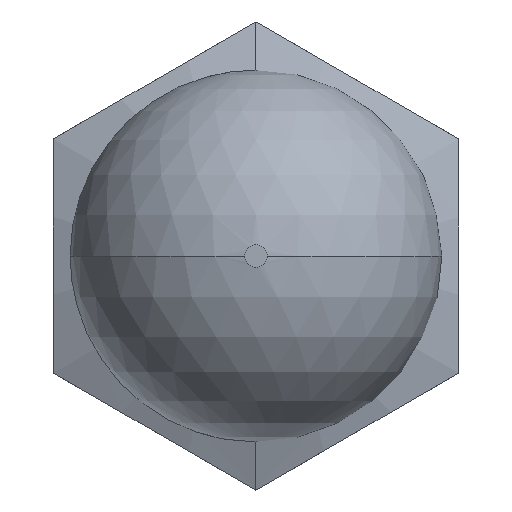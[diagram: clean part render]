
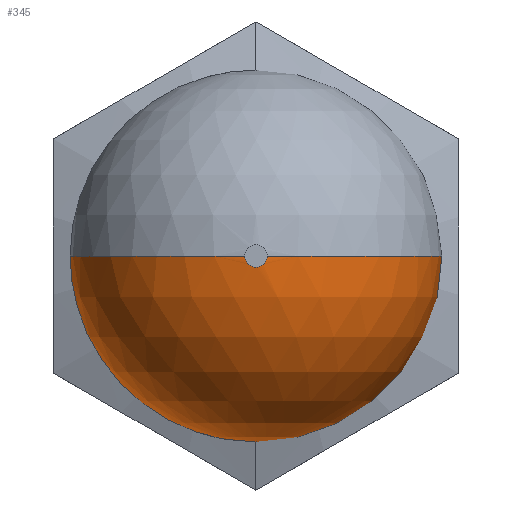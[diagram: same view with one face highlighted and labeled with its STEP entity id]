
A CAD part, front view. The second image highlights one B-rep face of the part: STEP entity #345.
In plain terms, the highlighted spherical face has radius 11 mm.
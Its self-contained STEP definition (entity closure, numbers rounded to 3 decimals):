
#21 = DIRECTION ( 'NONE',  ( -1., 0., 0. ) ) ;
#22 = ORIENTED_EDGE ( 'NONE', *, *, #902, .T. ) ;
#37 = DIRECTION ( 'NONE',  ( 0., 1., 0. ) ) ;
#54 = CARTESIAN_POINT ( 'NONE',  ( 0., -13., 0. ) ) ;
#57 = CARTESIAN_POINT ( 'NONE',  ( 0., -21.047, 0. ) ) ;
#80 = DIRECTION ( 'NONE',  ( 0., 0., -1. ) ) ;
#174 = VERTEX_POINT ( 'NONE', #963 ) ;
#226 = VERTEX_POINT ( 'NONE', #1060 ) ;
#255 = DIRECTION ( 'NONE',  ( 1., 0., 0. ) ) ;
#262 = VERTEX_POINT ( 'NONE', #513 ) ;
#291 = DIRECTION ( 'NONE',  ( 0., 0., 1. ) ) ;
#297 = VERTEX_POINT ( 'NONE', #454 ) ;
#303 = CARTESIAN_POINT ( 'NONE',  ( 0., -21.047, 0. ) ) ;
#317 = VERTEX_POINT ( 'NONE', #448 ) ;
#332 = ORIENTED_EDGE ( 'NONE', *, *, #676, .T. ) ;
#345 = ADVANCED_FACE ( 'NONE', ( #1235 ), #1228, .T. ) ;
#381 = EDGE_LOOP ( 'NONE', ( #846, #332, #22, #995, #432 ) ) ;
#383 = AXIS2_PLACEMENT_3D ( 'NONE', #54, #37, #527 ) ;
#388 = AXIS2_PLACEMENT_3D ( 'NONE', #57, #80, #21 ) ;
#404 = DIRECTION ( 'NONE',  ( 0., 0., 1. ) ) ;
#415 = AXIS2_PLACEMENT_3D ( 'NONE', #303, #291, #255 ) ;
#418 = CARTESIAN_POINT ( 'NONE',  ( 0., -21.047, 0. ) ) ;
#424 = DIRECTION ( 'NONE',  ( -1., 0., 0. ) ) ;
#432 = ORIENTED_EDGE ( 'NONE', *, *, #909, .F. ) ;
#448 = CARTESIAN_POINT ( 'NONE',  ( 0., -13., -7.5 ) ) ;
#454 = CARTESIAN_POINT ( 'NONE',  ( 7.5, -13., 0. ) ) ;
#507 = AXIS2_PLACEMENT_3D ( 'NONE', #1118, #1143, #1045 ) ;
#513 = CARTESIAN_POINT ( 'NONE',  ( -0.663, -32.027, 0. ) ) ;
#527 = DIRECTION ( 'NONE',  ( 0., 0., 1. ) ) ;
#540 = AXIS2_PLACEMENT_3D ( 'NONE', #1316, #1284, #1267 ) ;
#627 = EDGE_CURVE ( 'NONE', #317, #226, #1141, .T. ) ;
#669 = AXIS2_PLACEMENT_3D ( 'NONE', #418, #404, #424 ) ;
#676 = EDGE_CURVE ( 'NONE', #174, #262, #1123, .T. ) ;
#846 = ORIENTED_EDGE ( 'NONE', *, *, #891, .F. ) ;
#875 = CIRCLE ( 'NONE', #383, 7.5 ) ;
#887 = CIRCLE ( 'NONE', #415, 11. ) ;
#890 = CIRCLE ( 'NONE', #388, 11. ) ;
#891 = EDGE_CURVE ( 'NONE', #174, #297, #887, .T. ) ;
#902 = EDGE_CURVE ( 'NONE', #262, #226, #890, .T. ) ;
#909 = EDGE_CURVE ( 'NONE', #297, #317, #875, .T. ) ;
#963 = CARTESIAN_POINT ( 'NONE',  ( 0.663, -32.027, 0. ) ) ;
#995 = ORIENTED_EDGE ( 'NONE', *, *, #627, .F. ) ;
#1045 = DIRECTION ( 'NONE',  ( 0., 0., 1. ) ) ;
#1060 = CARTESIAN_POINT ( 'NONE',  ( -7.5, -13., 0. ) ) ;
#1118 = CARTESIAN_POINT ( 'NONE',  ( 0., -32.027, 0. ) ) ;
#1123 = CIRCLE ( 'NONE', #507, 0.663 ) ;
#1141 = CIRCLE ( 'NONE', #540, 7.5 ) ;
#1143 = DIRECTION ( 'NONE',  ( 0., 1., 0. ) ) ;
#1228 = SPHERICAL_SURFACE ( 'NONE', #669, 11. ) ;
#1235 = FACE_OUTER_BOUND ( 'NONE', #381, .T. ) ;
#1267 = DIRECTION ( 'NONE',  ( 0., 0., 1. ) ) ;
#1284 = DIRECTION ( 'NONE',  ( 0., 1., 0. ) ) ;
#1316 = CARTESIAN_POINT ( 'NONE',  ( 0., -13., 0. ) ) ;
